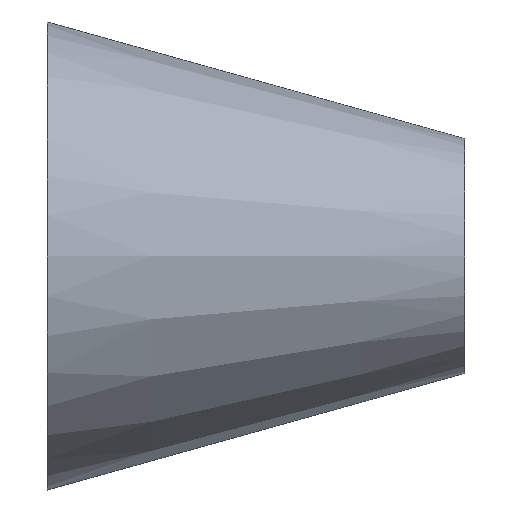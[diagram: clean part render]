
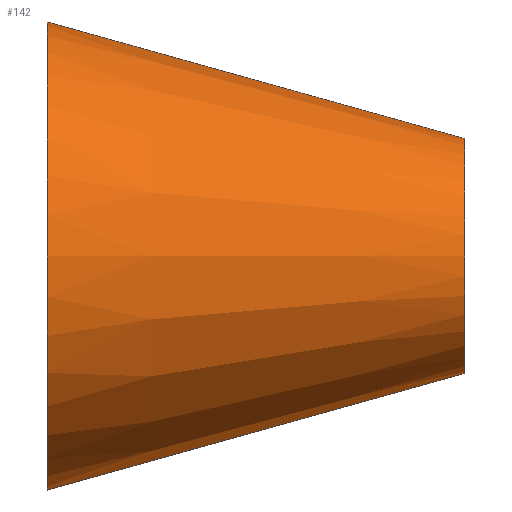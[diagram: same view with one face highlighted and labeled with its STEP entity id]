
A CAD part, front view. The second image highlights one B-rep face of the part: STEP entity #142.
In plain terms, the highlighted conical face has half-angle 15.598 degrees and reference radius 6.75 mm.
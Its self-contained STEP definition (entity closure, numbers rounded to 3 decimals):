
#1 = DIRECTION ( 'NONE',  ( 0., 0., 1. ) ) ;
#13 = ORIENTED_EDGE ( 'NONE', *, *, #199, .F. ) ;
#32 = DIRECTION ( 'NONE',  ( 0., 0., -1. ) ) ;
#36 = CARTESIAN_POINT ( 'NONE',  ( 0., 0., 13.45 ) ) ;
#37 = CARTESIAN_POINT ( 'NONE',  ( 24., 0., 6.75 ) ) ;
#42 = ORIENTED_EDGE ( 'NONE', *, *, #240, .T. ) ;
#48 = VERTEX_POINT ( 'NONE', #88 ) ;
#63 = CONICAL_SURFACE ( 'NONE', #90, 6.75, 0.272 ) ;
#69 = ORIENTED_EDGE ( 'NONE', *, *, #106, .T. ) ;
#73 = CIRCLE ( 'NONE', #146, 13.45 ) ;
#84 = LINE ( 'NONE', #153, #208 ) ;
#85 = DIRECTION ( 'NONE',  ( -1., 0., 0. ) ) ;
#88 = CARTESIAN_POINT ( 'NONE',  ( 24., 0., 6.75 ) ) ;
#90 = AXIS2_PLACEMENT_3D ( 'NONE', #194, #85, #1 ) ;
#102 = DIRECTION ( 'NONE',  ( -0.963, 0., 0.269 ) ) ;
#106 = EDGE_CURVE ( 'NONE', #48, #203, #215, .T. ) ;
#111 = EDGE_CURVE ( 'NONE', #48, #247, #204, .T. ) ;
#124 = EDGE_LOOP ( 'NONE', ( #13, #216, #69, #42 ) ) ;
#128 = AXIS2_PLACEMENT_3D ( 'NONE', #177, #134, #192 ) ;
#133 = DIRECTION ( 'NONE',  ( -0.963, 0., -0.269 ) ) ;
#134 = DIRECTION ( 'NONE',  ( 1., 0., 0. ) ) ;
#142 = ADVANCED_FACE ( 'NONE', ( #210 ), #63, .T. ) ;
#146 = AXIS2_PLACEMENT_3D ( 'NONE', #185, #226, #32 ) ;
#153 = CARTESIAN_POINT ( 'NONE',  ( 24., 0., -6.75 ) ) ;
#157 = VECTOR ( 'NONE', #102, 1000. ) ;
#177 = CARTESIAN_POINT ( 'NONE',  ( 24., 0., 0. ) ) ;
#185 = CARTESIAN_POINT ( 'NONE',  ( 0., 0., 0. ) ) ;
#192 = DIRECTION ( 'NONE',  ( 0., 0., -1. ) ) ;
#194 = CARTESIAN_POINT ( 'NONE',  ( 24., 0., 0. ) ) ;
#199 = EDGE_CURVE ( 'NONE', #247, #218, #84, .T. ) ;
#203 = VERTEX_POINT ( 'NONE', #36 ) ;
#204 = CIRCLE ( 'NONE', #128, 6.75 ) ;
#205 = CARTESIAN_POINT ( 'NONE',  ( 24., 0., -6.75 ) ) ;
#207 = CARTESIAN_POINT ( 'NONE',  ( 0., 0., -13.45 ) ) ;
#208 = VECTOR ( 'NONE', #133, 1000. ) ;
#210 = FACE_OUTER_BOUND ( 'NONE', #124, .T. ) ;
#215 = LINE ( 'NONE', #37, #157 ) ;
#216 = ORIENTED_EDGE ( 'NONE', *, *, #111, .F. ) ;
#218 = VERTEX_POINT ( 'NONE', #207 ) ;
#226 = DIRECTION ( 'NONE',  ( 1., 0., 0. ) ) ;
#240 = EDGE_CURVE ( 'NONE', #203, #218, #73, .T. ) ;
#247 = VERTEX_POINT ( 'NONE', #205 ) ;
